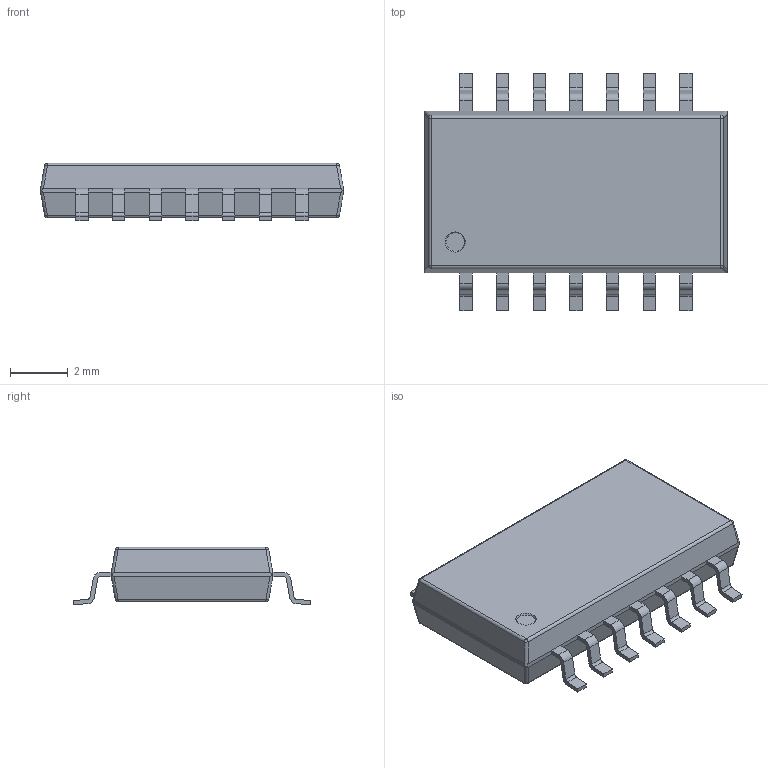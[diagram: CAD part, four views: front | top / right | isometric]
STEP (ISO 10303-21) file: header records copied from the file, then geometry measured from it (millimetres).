
FILE_DESCRIPTION(('STEP AP214'), '1');
FILE_NAME('EDR-7320', '2019-11-20T16:51:46', ('AF'), (''), 'UNSPECIFIED', 'UNSPECIFIED', '');
FILE_SCHEMA(('AUTOMOTIVE_DESIGN { 1 0 10303 214 3 1 1}'));
Length unit declared in the file: millimetre
Assembly tree (7 placements, depth 2):
  (unnamed)
    (unnamed)  x7
Bounding box: 10.5 x 8.23 x 2 mm (x, y, z)
Volume: 109.3 mm3; surface area: 205 mm2
Topology: 15 solids, 15 shells, 236 faces, 655 edges, 456 vertices
Faces by surface type: plane 155, cylinder 72, bspline 8, cone 1
Entity records: 3261 total; most frequent: CARTESIAN_POINT 608, DIRECTION 372, ORIENTED_EDGE 316, EDGE_CURVE 158, LINE 152, VECTOR 152, AXIS2_PLACEMENT_3D 110, VERTEX_POINT 98
